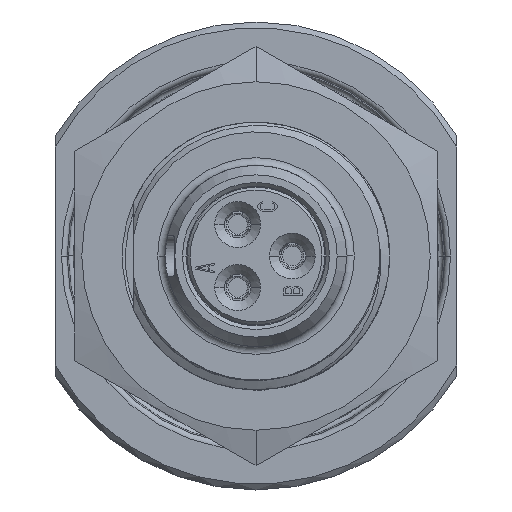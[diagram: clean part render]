
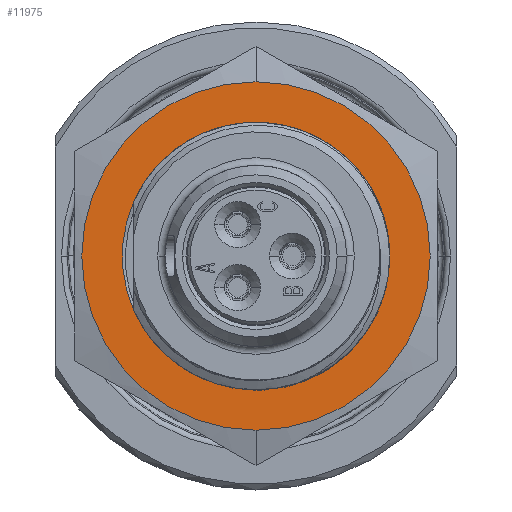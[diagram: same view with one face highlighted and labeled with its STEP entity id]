
A CAD part, left-side view. The second image highlights one B-rep face of the part: STEP entity #11975.
In plain terms, the highlighted planar face has unit normal (-1, 0, 0).
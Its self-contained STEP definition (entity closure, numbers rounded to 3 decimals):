
#1468=CARTESIAN_POINT('',(14.4,0.,0.));
#1469=DIRECTION('',(1.,0.,0.));
#1470=DIRECTION('',(0.,0.914,-0.405));
#1471=AXIS2_PLACEMENT_3D('',#1468,#1469,#1470);
#1502=CARTESIAN_POINT('',(14.4,0.,0.));
#1503=DIRECTION('',(1.,0.,0.));
#1504=DIRECTION('',(0.,-0.07,-0.998));
#1505=AXIS2_PLACEMENT_3D('',#1502,#1503,#1504);
#1507=CARTESIAN_POINT('',(14.4,0.,0.));
#1508=DIRECTION('',(-1.,0.,0.));
#1509=DIRECTION('',(0.,0.,1.));
#1510=AXIS2_PLACEMENT_3D('',#1507,#1508,#1509);
#1512=CARTESIAN_POINT('',(14.4,0.,0.));
#1513=DIRECTION('',(-1.,0.,0.));
#1514=DIRECTION('',(0.,0.,-1.));
#1515=AXIS2_PLACEMENT_3D('',#1512,#1513,#1514);
#1517=CARTESIAN_POINT('',(14.4,-6.706,-2.009));
#1518=CARTESIAN_POINT('',(14.4,-6.648,-2.214));
#1519=CARTESIAN_POINT('',(14.4,-6.514,-2.619));
#1520=CARTESIAN_POINT('',(14.4,-6.251,-3.215));
#1521=CARTESIAN_POINT('',(14.4,-5.93,-3.786));
#1522=CARTESIAN_POINT('',(14.4,-5.554,-4.326));
#1523=CARTESIAN_POINT('',(14.4,-5.127,-4.828));
#1524=CARTESIAN_POINT('',(14.4,-4.654,-5.288));
#1525=CARTESIAN_POINT('',(14.4,-4.138,-5.7));
#1526=CARTESIAN_POINT('',(14.4,-3.585,-6.061));
#1527=CARTESIAN_POINT('',(14.4,-3.002,-6.368));
#1528=CARTESIAN_POINT('',(14.4,-2.393,-6.616));
#1529=CARTESIAN_POINT('',(14.4,-1.765,-6.804));
#1530=CARTESIAN_POINT('',(14.4,-1.126,-6.93));
#1531=CARTESIAN_POINT('',(14.4,-0.701,-6.972));
#1532=CARTESIAN_POINT('',(14.4,-0.489,-6.983));
#2554=CARTESIAN_POINT('',(14.4,0.,0.));
#2555=DIRECTION('',(1.,0.,0.));
#2556=DIRECTION('',(0.,0.809,-0.588));
#2557=AXIS2_PLACEMENT_3D('',#2554,#2555,#2556);
#6780=CARTESIAN_POINT('',(14.4,0.,0.));
#6781=DIRECTION('',(1.,0.,0.));
#6782=DIRECTION('',(0.,0.914,0.405));
#6783=AXIS2_PLACEMENT_3D('',#6780,#6781,#6782);
#6833=CARTESIAN_POINT('',(14.4,0.,0.));
#6834=DIRECTION('',(1.,0.,0.));
#6835=DIRECTION('',(0.,0.809,0.588));
#6836=AXIS2_PLACEMENT_3D('',#6833,#6834,#6835);
#9603=CARTESIAN_POINT('',(14.4,0.,9.12));
#9605=VERTEX_POINT('',#9603);
#9607=CARTESIAN_POINT('',(14.4,0.,-9.12));
#9609=VERTEX_POINT('',#9607);
#9617=VERTEX_POINT('',#1517);
#9618=VERTEX_POINT('',#1532);
#9622=CARTESIAN_POINT('',(14.4,6.4,2.835));
#9623=CARTESIAN_POINT('',(14.4,5.663,4.115));
#9624=VERTEX_POINT('',#9622);
#9625=VERTEX_POINT('',#9623);
#9626=CARTESIAN_POINT('',(14.4,5.663,-4.114));
#9627=CARTESIAN_POINT('',(14.4,6.4,-2.835));
#9628=VERTEX_POINT('',#9626);
#9629=VERTEX_POINT('',#9627);
#11952=CARTESIAN_POINT('',(14.4,0.,0.));
#11953=DIRECTION('',(1.,0.,0.));
#11954=DIRECTION('',(0.,1.,0.));
#11955=AXIS2_PLACEMENT_3D('',#11952,#11953,#11954);
#11956=PLANE('338',#11955);
#11958=ORIENTED_EDGE('1151',*,*,#11957,.F.);
#11960=ORIENTED_EDGE('1152',*,*,#11959,.F.);
#11961=EDGE_LOOP('338',(#11958,#11960));
#11962=FACE_OUTER_BOUND('338',#11961,.F.);
#11963=ORIENTED_EDGE('1250',*,*,#11940,.F.);
#11965=ORIENTED_EDGE('1176',*,*,#11964,.F.);
#11966=ORIENTED_EDGE('1249',*,*,#11947,.F.);
#11968=ORIENTED_EDGE('1167',*,*,#11967,.F.);
#11970=ORIENTED_EDGE('1261',*,*,#11969,.F.);
#11972=ORIENTED_EDGE('1175',*,*,#11971,.F.);
#11973=EDGE_LOOP('338',(#11963,#11965,#11966,#11968,#11970,#11972));
#11974=FACE_BOUND('338',#11973,.F.);
#1472=CIRCLE('1250',#1471,7.);
#1506=CIRCLE('1249',#1505,7.);
#1511=CIRCLE('1151',#1510,9.12);
#1516=CIRCLE('1152',#1515,9.12);
#1533=B_SPLINE_CURVE_WITH_KNOTS('1167',3,(#1517,#1518,#1519,#1520,#1521,#1522,
#1523,#1524,#1525,#1526,#1527,#1528,#1529,#1530,#1531,#1532),.UNSPECIFIED.,.F.,
.F.,(4,1,1,1,1,1,1,1,1,1,1,1,1,4),(0.,0.077,0.154,
0.231,0.308,0.385,0.462,
0.538,0.615,0.692,0.769,
0.846,0.923,1.),.UNSPECIFIED.);
#2558=CIRCLE('1176',#2557,7.);
#6784=CIRCLE('1175',#6783,7.);
#6837=CIRCLE('1261',#6836,7.);
#11940=EDGE_CURVE('1250',#9629,#9624,#1472,.T.);
#11947=EDGE_CURVE('1249',#9618,#9628,#1506,.T.);
#11957=EDGE_CURVE('1151',#9605,#9609,#1511,.T.);
#11959=EDGE_CURVE('1152',#9609,#9605,#1516,.T.);
#11964=EDGE_CURVE('1176',#9628,#9629,#2558,.T.);
#11967=EDGE_CURVE('1167',#9617,#9618,#1533,.T.);
#11969=EDGE_CURVE('1261',#9625,#9617,#6837,.T.);
#11971=EDGE_CURVE('1175',#9624,#9625,#6784,.T.);
#11975=ADVANCED_FACE('338',(#11962,#11974),#11956,.F.);
